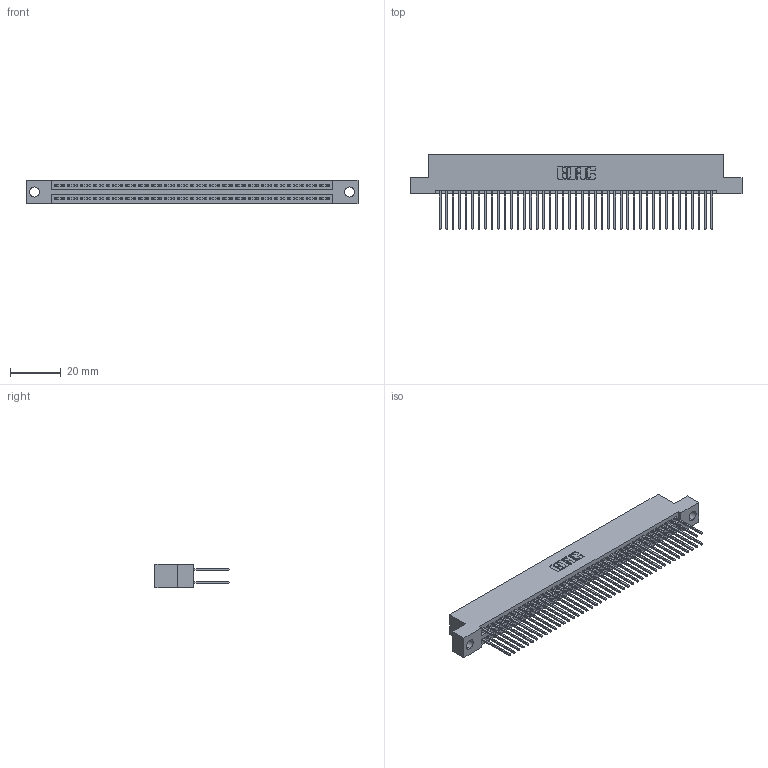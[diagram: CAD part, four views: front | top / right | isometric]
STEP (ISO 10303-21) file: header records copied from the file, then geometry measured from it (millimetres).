
FILE_DESCRIPTION (( 'STEP AP203' ), '1' );
FILE_NAME ('395-086-540-204.STEP', '2021-06-17T08:51:01', ( '' ), ( '' ), 'SwSTEP 2.0', 'SolidWorks 2020', '' );
FILE_SCHEMA (( 'CONFIG_CONTROL_DESIGN' ));
Length unit declared in the file: inch
Products named in the file (3): 345-292-001_345-293-140; 345 Part_Flush Mounting Lugs - 0.156 Dia-TI; 395-086-540-204
Assembly tree (87 placements, depth 2):
  395-086-540-204
    345 Part_Flush Mounting Lugs - 0.156 Dia-TI
    345-292-001_345-293-140  x86
Bounding box: 130.43 x 29.13 x 9.4 mm (x, y, z)
Volume: 12899.4 mm3; surface area: 20450.9 mm2
Topology: 87 solids, 87 shells, 4440 faces, 13191 edges, 8678 vertices
Faces by surface type: plane 2932, cylinder 1508
Entity records: 34041 total; most frequent: CARTESIAN_POINT 5710, ORIENTED_EDGE 5642, DIRECTION 5033, EDGE_CURVE 2821, VECTOR 2517, LINE 2517, VERTEX_POINT 1878, AXIS2_PLACEMENT_3D 1258
